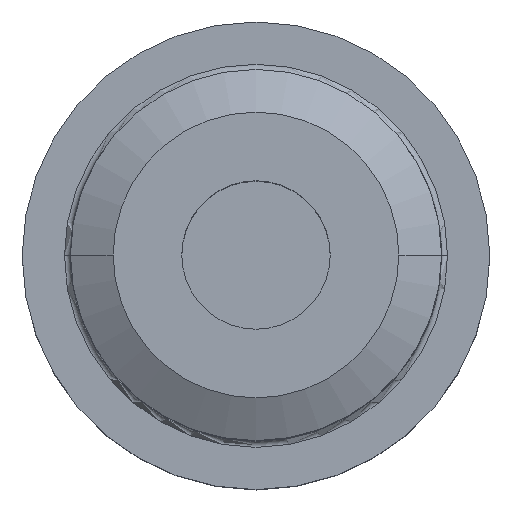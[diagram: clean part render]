
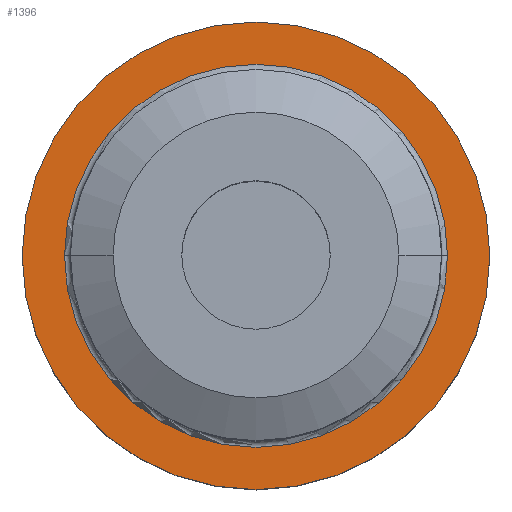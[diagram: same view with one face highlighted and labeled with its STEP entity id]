
A CAD part, top view. The second image highlights one B-rep face of the part: STEP entity #1396.
In plain terms, the highlighted planar face has unit normal (0, 0, 1).
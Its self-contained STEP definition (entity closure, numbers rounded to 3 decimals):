
#8 = CIRCLE ( 'NONE', #1170, 25.8 ) ;
#64 = DIRECTION ( 'NONE',  ( -1., 0., 0. ) ) ;
#136 = CIRCLE ( 'NONE', #1501, 31.5 ) ;
#200 = CARTESIAN_POINT ( 'NONE',  ( 0., 0., 26. ) ) ;
#201 = CARTESIAN_POINT ( 'NONE',  ( 0., 25., 26. ) ) ;
#246 = DIRECTION ( 'NONE',  ( -1., 0., 0. ) ) ;
#260 = ORIENTED_EDGE ( 'NONE', *, *, #1641, .F. ) ;
#334 = VERTEX_POINT ( 'NONE', #1161 ) ;
#337 = AXIS2_PLACEMENT_3D ( 'NONE', #201, #778, #467 ) ;
#388 = CARTESIAN_POINT ( 'NONE',  ( 0., 0., 26. ) ) ;
#436 = EDGE_LOOP ( 'NONE', ( #260, #1617 ) ) ;
#467 = DIRECTION ( 'NONE',  ( 1., 0., 0. ) ) ;
#498 = EDGE_LOOP ( 'NONE', ( #506, #881 ) ) ;
#506 = ORIENTED_EDGE ( 'NONE', *, *, #1828, .T. ) ;
#513 = FACE_BOUND ( 'NONE', #498, .T. ) ;
#514 = VERTEX_POINT ( 'NONE', #931 ) ;
#706 = EDGE_CURVE ( 'NONE', #977, #334, #136, .T. ) ;
#748 = CARTESIAN_POINT ( 'NONE',  ( 0., 0., 26. ) ) ;
#751 = CARTESIAN_POINT ( 'NONE',  ( 0., 0., 26. ) ) ;
#768 = CIRCLE ( 'NONE', #1665, 25.8 ) ;
#778 = DIRECTION ( 'NONE',  ( 0., 0., 1. ) ) ;
#881 = ORIENTED_EDGE ( 'NONE', *, *, #1028, .T. ) ;
#931 = CARTESIAN_POINT ( 'NONE',  ( -25.8, 0., 26. ) ) ;
#977 = VERTEX_POINT ( 'NONE', #1050 ) ;
#1028 = EDGE_CURVE ( 'NONE', #514, #1072, #8, .T. ) ;
#1050 = CARTESIAN_POINT ( 'NONE',  ( 31.5, 0., 26. ) ) ;
#1072 = VERTEX_POINT ( 'NONE', #1682 ) ;
#1079 = DIRECTION ( 'NONE',  ( 0., 0., -1. ) ) ;
#1161 = CARTESIAN_POINT ( 'NONE',  ( -31.5, 0., 26. ) ) ;
#1170 = AXIS2_PLACEMENT_3D ( 'NONE', #751, #1376, #1326 ) ;
#1179 = AXIS2_PLACEMENT_3D ( 'NONE', #388, #1413, #246 ) ;
#1222 = PLANE ( 'NONE',  #337 ) ;
#1234 = FACE_OUTER_BOUND ( 'NONE', #436, .T. ) ;
#1326 = DIRECTION ( 'NONE',  ( 1., 0., 0. ) ) ;
#1376 = DIRECTION ( 'NONE',  ( 0., 0., -1. ) ) ;
#1396 = ADVANCED_FACE ( 'NONE', ( #513, #1234 ), #1222, .T. ) ;
#1413 = DIRECTION ( 'NONE',  ( 0., 0., -1. ) ) ;
#1501 = AXIS2_PLACEMENT_3D ( 'NONE', #200, #1079, #64 ) ;
#1609 = DIRECTION ( 'NONE',  ( 0., 0., -1. ) ) ;
#1617 = ORIENTED_EDGE ( 'NONE', *, *, #706, .F. ) ;
#1625 = CIRCLE ( 'NONE', #1179, 31.5 ) ;
#1641 = EDGE_CURVE ( 'NONE', #334, #977, #1625, .T. ) ;
#1665 = AXIS2_PLACEMENT_3D ( 'NONE', #748, #1609, #1760 ) ;
#1682 = CARTESIAN_POINT ( 'NONE',  ( 25.8, 0., 26. ) ) ;
#1760 = DIRECTION ( 'NONE',  ( 1., 0., 0. ) ) ;
#1828 = EDGE_CURVE ( 'NONE', #1072, #514, #768, .T. ) ;
